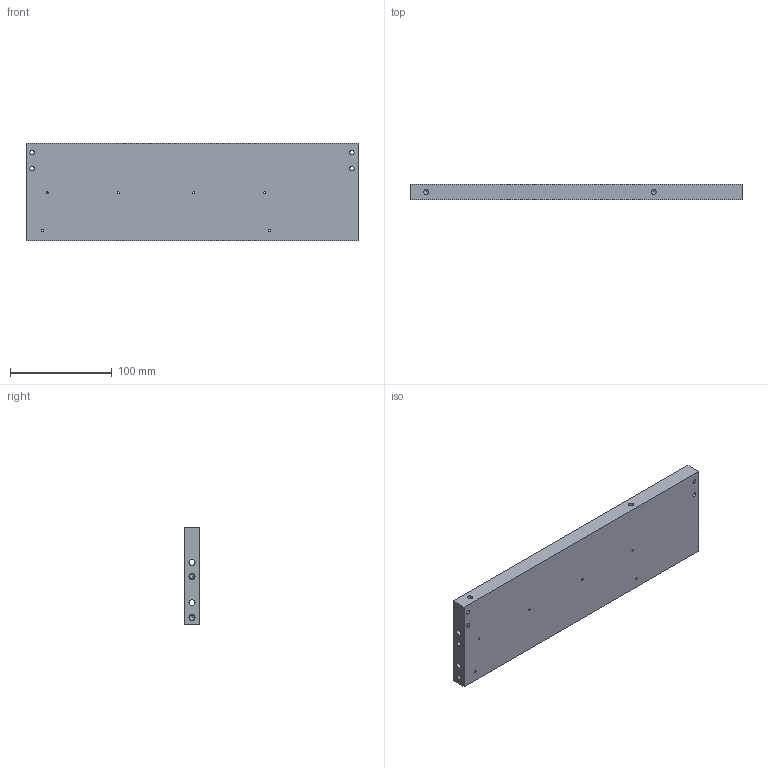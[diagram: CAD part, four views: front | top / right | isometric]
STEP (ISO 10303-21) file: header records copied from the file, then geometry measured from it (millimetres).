
FILE_DESCRIPTION(/* description */ (''),/* implementation_level */ '2;1');
FILE_NAME(/* name */ '171117_FSTP_02.stp',/* time_stamp */ '2017-11-29T10:24:55+01:00',/* author */ (''),/* organization */ (''),/* preprocessor_version */ 'ST-DEVELOPER v16',/* originating_system */ 'SIEMENS PLM Software NX 11.0',/* authorisation */ '');
FILE_SCHEMA (('AP203_CONFIGURATION_CONTROLLED_3D_DESIGN_OF_MECHANICAL_PARTS_AND_ASSEMBLIES_MIM_LF { 1 0 10303 403 2 1 2}'));
Length unit declared in the file: millimetre
Products named in the file (1): zago20B08FA7687s
Bounding box: 327 x 15 x 96 mm (x, y, z)
Volume: 449243.9 mm3; surface area: 90570.8 mm2
Topology: 1 solids, 1 shells, 54 faces, 162 edges, 106 vertices
Faces by surface type: cylinder 28, cone 20, plane 6
Full cylindrical faces by diameter (mm): 2.05 x8, 4 x2, 4.2 x10, 5 x6, 6 x2
Entity records: 1742 total; most frequent: CARTESIAN_POINT 462, DIRECTION 244, ORIENTED_EDGE 160, FACE_BOUND 140, EDGE_LOOP 126, AXIS2_PLACEMENT_3D 116, VERTEX_POINT 86, EDGE_CURVE 80
